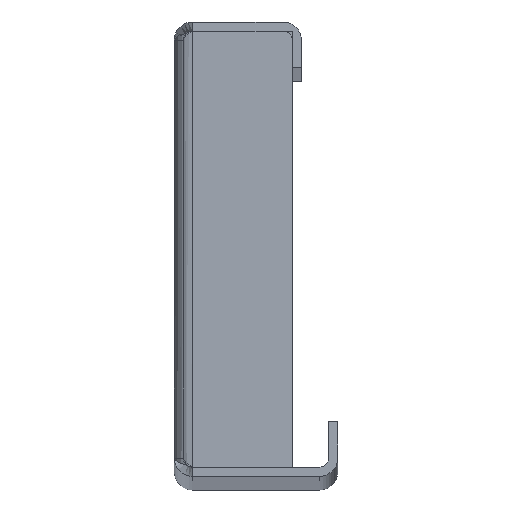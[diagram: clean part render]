
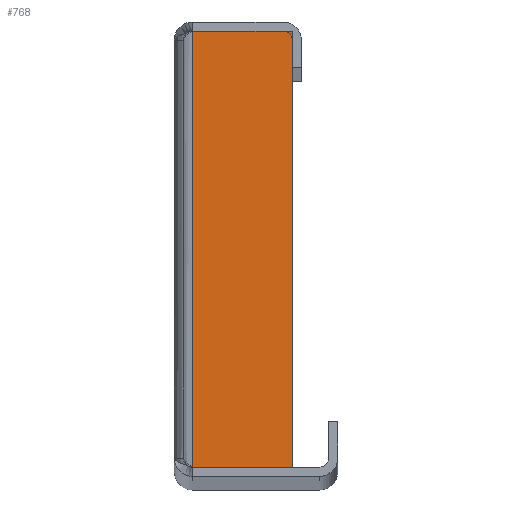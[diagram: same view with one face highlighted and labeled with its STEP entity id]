
A CAD part, top view. The second image highlights one B-rep face of the part: STEP entity #768.
In plain terms, the highlighted planar face has unit normal (0, 0, 1).
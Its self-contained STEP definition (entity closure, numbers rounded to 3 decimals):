
#281=CARTESIAN_POINT('POINT22',(0.,-27.94,274.32));
#282=VERTEX_POINT('VERTEX22',#281);
#289=CARTESIAN_POINT('POINT23',(-6.985,-27.94,274.32));
#290=VERTEX_POINT('VERTEX23',#289);
#291=CARTESIAN_POINT('POS36',(-1.746,-27.94,274.32));
#292=DIRECTION('DIR48',(-1.,0.,0.));
#293=VECTOR('VEC24',#292,1.);
#294=LINE('STRAIGHT24',#291,#293);
#295=EDGE_CURVE('EDGE28',#290,#282,#294,.F.);
#721=CARTESIAN_POINT('POINT35',(0.,2.54,274.32));
#722=VERTEX_POINT('VERTEX35',#721);
#729=CARTESIAN_POINT('POS61',(0.,-20.003,274.32));
#730=DIRECTION('DIR80',(0.,1.,0.));
#731=VECTOR('VEC42',#730,1.);
#732=LINE('STRAIGHT42',#729,#731);
#733=EDGE_CURVE('EDGE52',#282,#722,#732,.T.);
#745=CARTESIAN_POINT('POINT36',(-6.985,2.54,274.32));
#746=VERTEX_POINT('VERTEX36',#745);
#747=CARTESIAN_POINT('POS63',(-1.746,2.54,274.32));
#748=DIRECTION('DIR83',(1.,0.,0.));
#749=VECTOR('VEC43',#748,1.);
#750=LINE('STRAIGHT43',#747,#749);
#751=EDGE_CURVE('EDGE53',#722,#746,#750,.F.);
#752=ORIENTED_EDGE('COEDGE85',*,*,#751,.T.);
#753=CARTESIAN_POINT('POS64',(-6.985,-27.305,274.32));
#754=DIRECTION('DIR84',(0.,-1.,0.));
#755=VECTOR('VEC44',#754,1.);
#756=LINE('STRAIGHT44',#753,#755);
#757=EDGE_CURVE('EDGE54',#746,#290,#756,.T.);
#758=ORIENTED_EDGE('COEDGE86',*,*,#757,.T.);
#759=ORIENTED_EDGE('COEDGE87',*,*,#295,.T.);
#760=ORIENTED_EDGE('COEDGE88',*,*,#733,.T.);
#761=EDGE_LOOP('NONE',(#752,#758,#759,#760));
#762=FACE_BOUND('LOOP1',#761,.T.);
#763=CARTESIAN_POINT('POS65',(0.,-27.305,274.32));
#764=DIRECTION('DIR85',(0.,0.,1.));
#765=DIRECTION('DIR86',(1.,0.,0.));
#766=AXIS2_PLACEMENT_3D('AXIS21',#763,#764,#765);
#767=PLANE('PLANE15',#766);
#768=ADVANCED_FACE('FACE20',(#762),#767,.T.);
